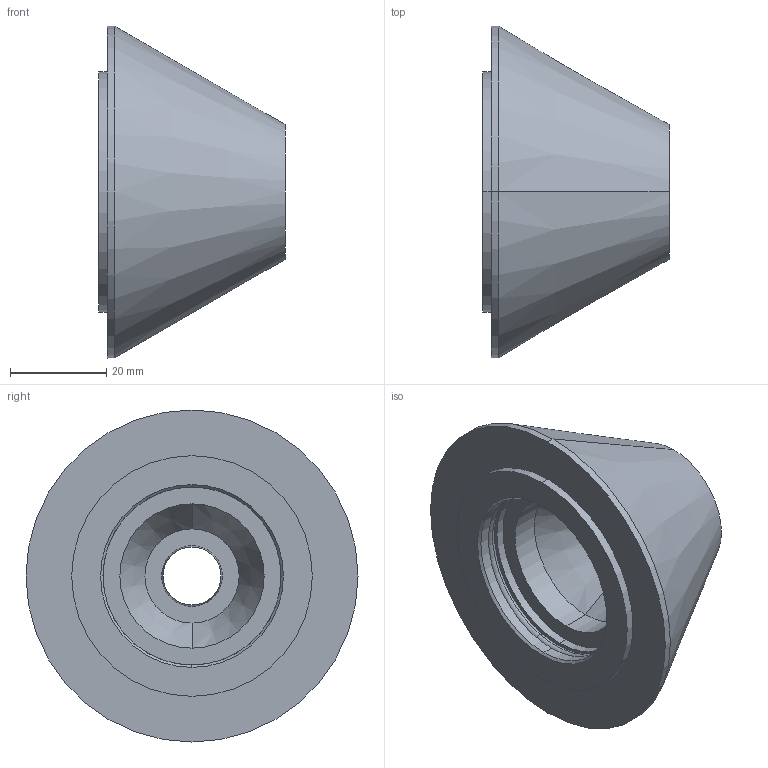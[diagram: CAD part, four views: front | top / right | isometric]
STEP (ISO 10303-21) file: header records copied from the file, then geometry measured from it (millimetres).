
FILE_DESCRIPTION (( 'STEP AP214' ), '1' );
FILE_NAME ('EL II-12-K-61.STEP', '2019-11-07T13:03:26', ( '' ), ( '' ), 'SwSTEP 2.0', 'SolidWorks 2019', '' );
FILE_SCHEMA (( 'AUTOMOTIVE_DESIGN' ));
Length unit declared in the file: millimetre
Products named in the file (1): EL II-12-K-61
Bounding box: 38.7 x 69 x 69 mm (x, y, z)
Surface area: 13353.8 mm2 (no closed solid volume)
Topology: 0 solids, 3 shells, 29 faces, 64 edges, 40 vertices
Faces by surface type: cylinder 12, cone 8, plane 5, torus 4
Entity records: 1154 total; most frequent: DIRECTION 168, CARTESIAN_POINT 134, ORIENTED_EDGE 116, AXIS2_PLACEMENT_3D 74, EDGE_CURVE 64, CIRCLE 44, VERTEX_POINT 40, EDGE_LOOP 34
